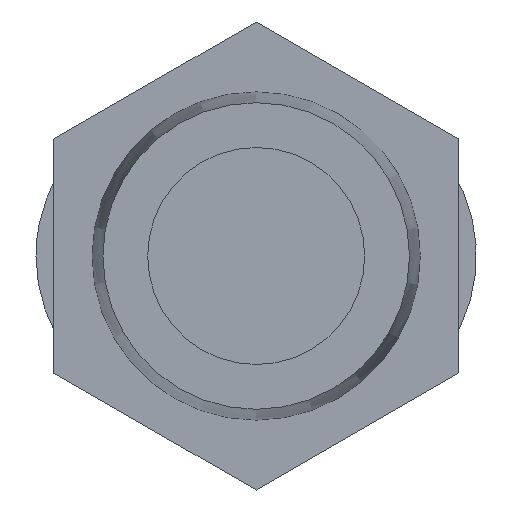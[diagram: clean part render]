
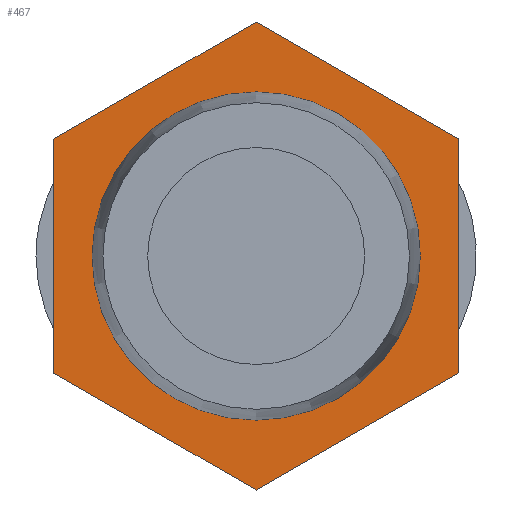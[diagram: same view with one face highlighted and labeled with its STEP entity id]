
A CAD part, front view. The second image highlights one B-rep face of the part: STEP entity #467.
In plain terms, the highlighted planar face has unit normal (0, -1, 0).
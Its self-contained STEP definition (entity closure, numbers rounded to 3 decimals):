
#29=LINE('',#625,#47);
#33=LINE('',#634,#51);
#36=LINE('',#640,#54);
#39=LINE('',#646,#57);
#42=LINE('',#652,#60);
#45=LINE('',#658,#63);
#47=VECTOR('',#534,1000.);
#51=VECTOR('',#540,1000.);
#54=VECTOR('',#545,1000.);
#57=VECTOR('',#550,1000.);
#60=VECTOR('',#555,1000.);
#63=VECTOR('',#560,1000.);
#72=PLANE('',#498);
#113=ORIENTED_EDGE('',*,*,#167,.T.);
#114=ORIENTED_EDGE('',*,*,#148,.T.);
#115=ORIENTED_EDGE('',*,*,#152,.T.);
#116=ORIENTED_EDGE('',*,*,#155,.T.);
#117=ORIENTED_EDGE('',*,*,#158,.T.);
#118=ORIENTED_EDGE('',*,*,#161,.T.);
#119=ORIENTED_EDGE('',*,*,#164,.T.);
#148=EDGE_CURVE('',#181,#182,#29,.T.);
#152=EDGE_CURVE('',#182,#185,#33,.T.);
#155=EDGE_CURVE('',#185,#187,#36,.T.);
#158=EDGE_CURVE('',#187,#189,#39,.T.);
#161=EDGE_CURVE('',#189,#191,#42,.T.);
#164=EDGE_CURVE('',#191,#181,#45,.T.);
#167=EDGE_CURVE('',#194,#194,#209,.F.);
#181=VERTEX_POINT('',#626);
#182=VERTEX_POINT('',#627);
#185=VERTEX_POINT('',#635);
#187=VERTEX_POINT('',#641);
#189=VERTEX_POINT('',#647);
#191=VERTEX_POINT('',#653);
#194=VERTEX_POINT('',#665);
#209=CIRCLE('',#499,5.144);
#229=EDGE_LOOP('',(#113));
#230=EDGE_LOOP('',(#114,#115,#116,#117,#118,#119));
#267=FACE_BOUND('',#229,.T.);
#268=FACE_BOUND('',#230,.T.);
#467=ADVANCED_FACE('',(#267,#268),#72,.T.);
#498=AXIS2_PLACEMENT_3D('',#663,#566,#567);
#499=AXIS2_PLACEMENT_3D('',#664,#568,#569);
#534=DIRECTION('',(0.,0.,-1.));
#540=DIRECTION('',(0.866,0.,-0.5));
#545=DIRECTION('',(0.866,0.,0.5));
#550=DIRECTION('',(0.,0.,1.));
#555=DIRECTION('',(-0.866,0.,0.5));
#560=DIRECTION('',(-0.866,0.,-0.5));
#566=DIRECTION('',(0.,-1.,0.));
#567=DIRECTION('',(0.,0.,-1.));
#568=DIRECTION('',(0.,-1.,0.));
#569=DIRECTION('',(0.,0.,-1.));
#625=CARTESIAN_POINT('',(-6.35,0.,3.666));
#626=CARTESIAN_POINT('',(-6.35,0.,3.666));
#627=CARTESIAN_POINT('',(-6.35,0.,-3.666));
#634=CARTESIAN_POINT('',(-6.35,0.,-3.666));
#635=CARTESIAN_POINT('',(0.,0.,-7.332));
#640=CARTESIAN_POINT('',(0.,0.,-7.332));
#641=CARTESIAN_POINT('',(6.35,0.,-3.666));
#646=CARTESIAN_POINT('',(6.35,0.,-3.666));
#647=CARTESIAN_POINT('',(6.35,0.,3.666));
#652=CARTESIAN_POINT('',(6.35,0.,3.666));
#653=CARTESIAN_POINT('',(0.,0.,7.332));
#658=CARTESIAN_POINT('',(0.,0.,7.332));
#663=CARTESIAN_POINT('',(0.,0.,0.));
#664=CARTESIAN_POINT('',(0.,0.,0.));
#665=CARTESIAN_POINT('',(0.,0.,-5.144));
